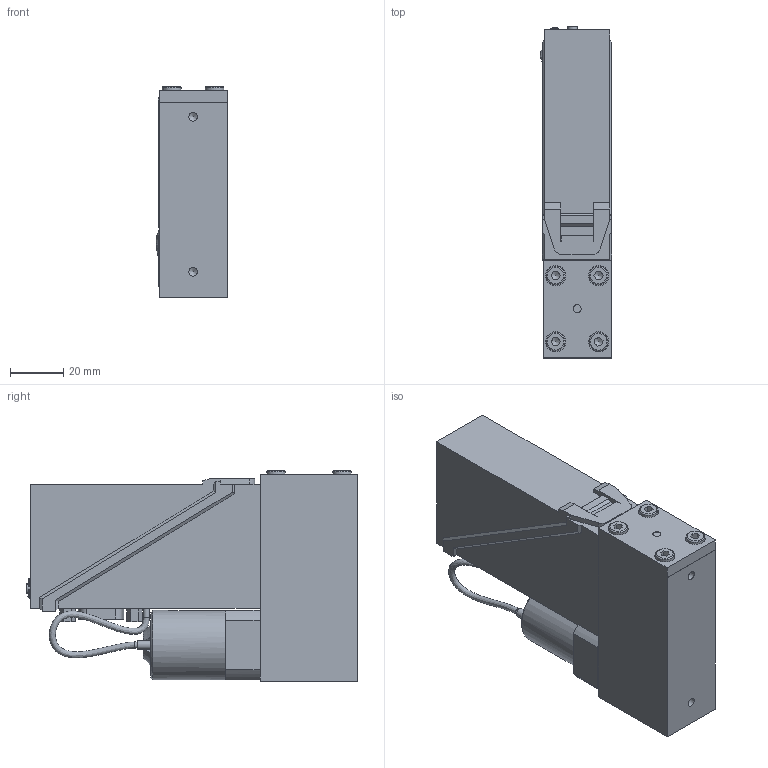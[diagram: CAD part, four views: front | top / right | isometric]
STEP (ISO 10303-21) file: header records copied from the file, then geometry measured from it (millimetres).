
FILE_DESCRIPTION((''),'2;1');
FILE_NAME('F-201AV.stp','2012-10-05T08:33:53',('M-Huiskes'),(''),'Autodesk Inventor 2009','Autodesk Inventor 2009','');
FILE_SCHEMA(('AUTOMOTIVE_DESIGN { 1 0 10303 214 1 1 1 1 }'));
Length unit declared in the file: millimetre
Products named in the file (1): Part148_6
Bounding box: 26.84 x 124.16 x 78.7 mm (x, y, z)
Volume: 193563.9 mm3; surface area: 33057.7 mm2
Topology: 1 solids, 1 shells, 455 faces, 1194 edges, 777 vertices
Faces by surface type: plane 283, cylinder 66, cone 48, bspline 33, torus 14, sphere 11
Full cylindrical faces by diameter (mm): 0.59 x9, 1.614 x1, 2.318 x2, 2.459 x2, 2.9 x2, 2.95 x2, 3 x2, 3.2 x2, 3.242 x2, 3.318 x1, 3.6 x1, 4.4 x1, 5.5 x5, 6 x4, 7 x4, 7.5 x4, 25.9 x1
Entity records: 28233 total; most frequent: CARTESIAN_POINT 17832, ORIENTED_EDGE 2138, DIRECTION 1934, EDGE_CURVE 1069, VERTEX_POINT 732, VECTOR 684, LINE 684, AXIS2_PLACEMENT_3D 625
